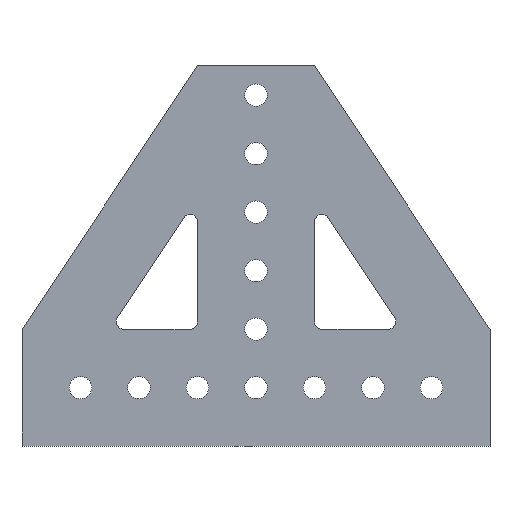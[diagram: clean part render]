
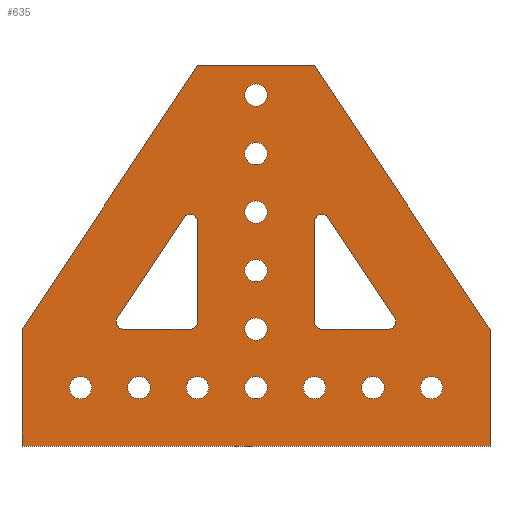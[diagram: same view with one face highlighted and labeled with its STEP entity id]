
A CAD part, top view. The second image highlights one B-rep face of the part: STEP entity #635.
In plain terms, the highlighted planar face has unit normal (0, 0, 1).
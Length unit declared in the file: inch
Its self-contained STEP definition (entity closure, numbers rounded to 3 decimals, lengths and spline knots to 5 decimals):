
#27=FACE_BOUND('',#144,.T.);
#28=FACE_BOUND('',#145,.T.);
#29=FACE_BOUND('',#146,.T.);
#30=FACE_BOUND('',#147,.T.);
#31=FACE_BOUND('',#148,.T.);
#32=FACE_BOUND('',#149,.T.);
#33=FACE_BOUND('',#150,.T.);
#34=FACE_BOUND('',#151,.T.);
#35=FACE_BOUND('',#152,.T.);
#36=FACE_BOUND('',#153,.T.);
#37=FACE_BOUND('',#154,.T.);
#38=FACE_BOUND('',#155,.T.);
#39=FACE_BOUND('',#156,.T.);
#40=FACE_BOUND('',#157,.T.);
#67=PLANE('',#723);
#99=FACE_OUTER_BOUND('',#143,.T.);
#143=EDGE_LOOP('',(#527,#528,#529,#530,#531,#532));
#144=EDGE_LOOP('',(#533,#534,#535,#536,#537,#538));
#145=EDGE_LOOP('',(#539,#540,#541,#542,#543,#544));
#146=EDGE_LOOP('',(#545));
#147=EDGE_LOOP('',(#546));
#148=EDGE_LOOP('',(#547));
#149=EDGE_LOOP('',(#548));
#150=EDGE_LOOP('',(#549));
#151=EDGE_LOOP('',(#550));
#152=EDGE_LOOP('',(#551));
#153=EDGE_LOOP('',(#552));
#154=EDGE_LOOP('',(#553));
#155=EDGE_LOOP('',(#554));
#156=EDGE_LOOP('',(#555));
#157=EDGE_LOOP('',(#556));
#175=LINE('',#917,#217);
#179=LINE('',#929,#221);
#184=LINE('',#941,#226);
#187=LINE('',#953,#229);
#191=LINE('',#965,#233);
#196=LINE('',#977,#238);
#199=LINE('',#1045,#241);
#202=LINE('',#1051,#244);
#205=LINE('',#1057,#247);
#208=LINE('',#1063,#250);
#211=LINE('',#1069,#253);
#214=LINE('',#1073,#256);
#217=VECTOR('',#737,0.3937);
#221=VECTOR('',#749,0.3937);
#226=VECTOR('',#762,0.3937);
#229=VECTOR('',#773,0.3937);
#233=VECTOR('',#785,0.3937);
#238=VECTOR('',#798,0.3937);
#241=VECTOR('',#875,0.3937);
#244=VECTOR('',#880,0.3937);
#247=VECTOR('',#885,0.3937);
#250=VECTOR('',#890,0.3937);
#253=VECTOR('',#895,0.3937);
#256=VECTOR('',#900,0.3937);
#257=CIRCLE('',#658,0.0625);
#259=CIRCLE('',#662,0.0625);
#261=CIRCLE('',#666,0.0625);
#263=CIRCLE('',#670,0.0625);
#265=CIRCLE('',#674,0.0625);
#267=CIRCLE('',#678,0.0625);
#270=CIRCLE('',#683,0.0955);
#272=CIRCLE('',#686,0.0955);
#274=CIRCLE('',#689,0.0955);
#276=CIRCLE('',#692,0.0955);
#278=CIRCLE('',#695,0.0955);
#280=CIRCLE('',#698,0.0955);
#282=CIRCLE('',#701,0.0955);
#284=CIRCLE('',#704,0.0955);
#286=CIRCLE('',#707,0.0955);
#288=CIRCLE('',#710,0.0955);
#290=CIRCLE('',#713,0.0955);
#292=CIRCLE('',#716,0.0955);
#293=VERTEX_POINT('',#907);
#294=VERTEX_POINT('',#908);
#297=VERTEX_POINT('',#916);
#299=VERTEX_POINT('',#922);
#301=VERTEX_POINT('',#928);
#303=VERTEX_POINT('',#934);
#305=VERTEX_POINT('',#943);
#306=VERTEX_POINT('',#944);
#309=VERTEX_POINT('',#952);
#311=VERTEX_POINT('',#958);
#313=VERTEX_POINT('',#964);
#315=VERTEX_POINT('',#970);
#318=VERTEX_POINT('',#981);
#320=VERTEX_POINT('',#986);
#322=VERTEX_POINT('',#991);
#324=VERTEX_POINT('',#996);
#326=VERTEX_POINT('',#1001);
#328=VERTEX_POINT('',#1006);
#330=VERTEX_POINT('',#1011);
#332=VERTEX_POINT('',#1016);
#334=VERTEX_POINT('',#1021);
#336=VERTEX_POINT('',#1026);
#338=VERTEX_POINT('',#1031);
#340=VERTEX_POINT('',#1036);
#343=VERTEX_POINT('',#1042);
#344=VERTEX_POINT('',#1044);
#346=VERTEX_POINT('',#1050);
#348=VERTEX_POINT('',#1056);
#350=VERTEX_POINT('',#1062);
#352=VERTEX_POINT('',#1068);
#353=EDGE_CURVE('',#293,#294,#257,.T.);
#357=EDGE_CURVE('',#297,#294,#175,.T.);
#360=EDGE_CURVE('',#297,#299,#259,.T.);
#363=EDGE_CURVE('',#301,#299,#179,.T.);
#366=EDGE_CURVE('',#301,#303,#261,.T.);
#370=EDGE_CURVE('',#293,#303,#184,.T.);
#371=EDGE_CURVE('',#305,#306,#263,.T.);
#375=EDGE_CURVE('',#309,#306,#187,.T.);
#378=EDGE_CURVE('',#309,#311,#265,.T.);
#381=EDGE_CURVE('',#313,#311,#191,.T.);
#384=EDGE_CURVE('',#313,#315,#267,.T.);
#388=EDGE_CURVE('',#305,#315,#196,.T.);
#390=EDGE_CURVE('',#318,#318,#270,.T.);
#392=EDGE_CURVE('',#320,#320,#272,.T.);
#394=EDGE_CURVE('',#322,#322,#274,.T.);
#396=EDGE_CURVE('',#324,#324,#276,.T.);
#398=EDGE_CURVE('',#326,#326,#278,.T.);
#400=EDGE_CURVE('',#328,#328,#280,.T.);
#402=EDGE_CURVE('',#330,#330,#282,.T.);
#404=EDGE_CURVE('',#332,#332,#284,.T.);
#406=EDGE_CURVE('',#334,#334,#286,.T.);
#408=EDGE_CURVE('',#336,#336,#288,.T.);
#410=EDGE_CURVE('',#338,#338,#290,.T.);
#412=EDGE_CURVE('',#340,#340,#292,.T.);
#415=EDGE_CURVE('',#344,#343,#199,.T.);
#418=EDGE_CURVE('',#346,#344,#202,.T.);
#421=EDGE_CURVE('',#348,#346,#205,.T.);
#424=EDGE_CURVE('',#350,#348,#208,.T.);
#427=EDGE_CURVE('',#352,#350,#211,.T.);
#430=EDGE_CURVE('',#343,#352,#214,.T.);
#527=ORIENTED_EDGE('',*,*,#430,.T.);
#528=ORIENTED_EDGE('',*,*,#427,.T.);
#529=ORIENTED_EDGE('',*,*,#424,.T.);
#530=ORIENTED_EDGE('',*,*,#421,.T.);
#531=ORIENTED_EDGE('',*,*,#418,.T.);
#532=ORIENTED_EDGE('',*,*,#415,.T.);
#533=ORIENTED_EDGE('',*,*,#363,.T.);
#534=ORIENTED_EDGE('',*,*,#360,.F.);
#535=ORIENTED_EDGE('',*,*,#357,.T.);
#536=ORIENTED_EDGE('',*,*,#353,.F.);
#537=ORIENTED_EDGE('',*,*,#370,.T.);
#538=ORIENTED_EDGE('',*,*,#366,.F.);
#539=ORIENTED_EDGE('',*,*,#381,.T.);
#540=ORIENTED_EDGE('',*,*,#378,.F.);
#541=ORIENTED_EDGE('',*,*,#375,.T.);
#542=ORIENTED_EDGE('',*,*,#371,.F.);
#543=ORIENTED_EDGE('',*,*,#388,.T.);
#544=ORIENTED_EDGE('',*,*,#384,.F.);
#545=ORIENTED_EDGE('',*,*,#390,.T.);
#546=ORIENTED_EDGE('',*,*,#392,.T.);
#547=ORIENTED_EDGE('',*,*,#394,.T.);
#548=ORIENTED_EDGE('',*,*,#396,.T.);
#549=ORIENTED_EDGE('',*,*,#398,.T.);
#550=ORIENTED_EDGE('',*,*,#400,.T.);
#551=ORIENTED_EDGE('',*,*,#402,.T.);
#552=ORIENTED_EDGE('',*,*,#404,.T.);
#553=ORIENTED_EDGE('',*,*,#406,.T.);
#554=ORIENTED_EDGE('',*,*,#408,.T.);
#555=ORIENTED_EDGE('',*,*,#410,.T.);
#556=ORIENTED_EDGE('',*,*,#412,.T.);
#635=ADVANCED_FACE('',(#99,#27,#28,#29,#30,#31,#32,#33,#34,#35,#36,#37,
#38,#39,#40),#67,.T.);
#658=AXIS2_PLACEMENT_3D('',#909,#729,#730);
#662=AXIS2_PLACEMENT_3D('',#923,#742,#743);
#666=AXIS2_PLACEMENT_3D('',#935,#754,#755);
#670=AXIS2_PLACEMENT_3D('',#945,#765,#766);
#674=AXIS2_PLACEMENT_3D('',#959,#778,#779);
#678=AXIS2_PLACEMENT_3D('',#971,#790,#791);
#683=AXIS2_PLACEMENT_3D('',#982,#803,#804);
#686=AXIS2_PLACEMENT_3D('',#987,#809,#810);
#689=AXIS2_PLACEMENT_3D('',#992,#815,#816);
#692=AXIS2_PLACEMENT_3D('',#997,#821,#822);
#695=AXIS2_PLACEMENT_3D('',#1002,#827,#828);
#698=AXIS2_PLACEMENT_3D('',#1007,#833,#834);
#701=AXIS2_PLACEMENT_3D('',#1012,#839,#840);
#704=AXIS2_PLACEMENT_3D('',#1017,#845,#846);
#707=AXIS2_PLACEMENT_3D('',#1022,#851,#852);
#710=AXIS2_PLACEMENT_3D('',#1027,#857,#858);
#713=AXIS2_PLACEMENT_3D('',#1032,#863,#864);
#716=AXIS2_PLACEMENT_3D('',#1037,#869,#870);
#723=AXIS2_PLACEMENT_3D('',#1074,#901,#902);
#729=DIRECTION('center_axis',(0.,0.,1.));
#730=DIRECTION('ref_axis',(0.882,-0.472,0.));
#737=DIRECTION('',(0.555,-0.832,0.));
#742=DIRECTION('center_axis',(0.,0.,1.));
#743=DIRECTION('ref_axis',(-0.29,0.957,0.));
#749=DIRECTION('',(0.,1.,0.));
#754=DIRECTION('center_axis',(0.,0.,1.));
#755=DIRECTION('ref_axis',(-0.707,-0.707,0.));
#762=DIRECTION('',(-1.,0.,0.));
#765=DIRECTION('center_axis',(0.,0.,1.));
#766=DIRECTION('ref_axis',(0.707,-0.707,0.));
#773=DIRECTION('',(0.,-1.,0.));
#778=DIRECTION('center_axis',(0.,0.,1.));
#779=DIRECTION('ref_axis',(0.29,0.957,0.));
#785=DIRECTION('',(0.555,0.832,0.));
#790=DIRECTION('center_axis',(0.,0.,1.));
#791=DIRECTION('ref_axis',(-0.882,-0.472,0.));
#798=DIRECTION('',(-1.,0.,0.));
#803=DIRECTION('center_axis',(0.,0.,-1.));
#804=DIRECTION('ref_axis',(1.,0.,0.));
#809=DIRECTION('center_axis',(0.,0.,-1.));
#810=DIRECTION('ref_axis',(1.,0.,0.));
#815=DIRECTION('center_axis',(0.,0.,-1.));
#816=DIRECTION('ref_axis',(1.,0.,0.));
#821=DIRECTION('center_axis',(0.,0.,-1.));
#822=DIRECTION('ref_axis',(1.,0.,0.));
#827=DIRECTION('center_axis',(0.,0.,-1.));
#828=DIRECTION('ref_axis',(1.,0.,0.));
#833=DIRECTION('center_axis',(0.,0.,-1.));
#834=DIRECTION('ref_axis',(1.,0.,0.));
#839=DIRECTION('center_axis',(0.,0.,-1.));
#840=DIRECTION('ref_axis',(1.,0.,0.));
#845=DIRECTION('center_axis',(0.,0.,-1.));
#846=DIRECTION('ref_axis',(1.,0.,0.));
#851=DIRECTION('center_axis',(0.,0.,-1.));
#852=DIRECTION('ref_axis',(1.,0.,0.));
#857=DIRECTION('center_axis',(0.,0.,-1.));
#858=DIRECTION('ref_axis',(1.,0.,0.));
#863=DIRECTION('center_axis',(0.,0.,-1.));
#864=DIRECTION('ref_axis',(1.,0.,0.));
#869=DIRECTION('center_axis',(0.,0.,-1.));
#870=DIRECTION('ref_axis',(1.,0.,0.));
#875=DIRECTION('',(0.,-1.,0.));
#880=DIRECTION('',(-0.555,-0.832,0.));
#885=DIRECTION('',(-1.,0.,0.));
#890=DIRECTION('',(-0.555,0.832,0.));
#895=DIRECTION('',(0.,1.,0.));
#900=DIRECTION('',(1.,0.,0.));
#901=DIRECTION('center_axis',(0.,0.,1.));
#902=DIRECTION('ref_axis',(1.,0.,0.));
#907=CARTESIAN_POINT('',(1.13322,1.,0.08));
#908=CARTESIAN_POINT('',(1.18522,1.09717,0.08));
#909=CARTESIAN_POINT('Origin',(1.13322,1.0625,0.08));
#916=CARTESIAN_POINT('',(0.6145,1.95325,0.08));
#917=CARTESIAN_POINT('',(0.99568,1.38148,0.08));
#922=CARTESIAN_POINT('',(0.5,1.91858,0.08));
#923=CARTESIAN_POINT('Origin',(0.5625,1.91858,0.08));
#928=CARTESIAN_POINT('',(0.5,1.0625,0.08));
#929=CARTESIAN_POINT('',(0.5,1.69686,0.08));
#934=CARTESIAN_POINT('',(0.5625,1.,0.08));
#935=CARTESIAN_POINT('Origin',(0.5625,1.0625,0.08));
#941=CARTESIAN_POINT('',(0.25,1.,0.08));
#943=CARTESIAN_POINT('',(-0.5625,1.,0.08));
#944=CARTESIAN_POINT('',(-0.5,1.0625,0.08));
#945=CARTESIAN_POINT('Origin',(-0.5625,1.0625,0.08));
#952=CARTESIAN_POINT('',(-0.5,1.91858,0.08));
#953=CARTESIAN_POINT('',(-0.5,1.13436,0.08));
#958=CARTESIAN_POINT('',(-0.6145,1.95325,0.08));
#959=CARTESIAN_POINT('Origin',(-0.5625,1.91858,0.08));
#964=CARTESIAN_POINT('',(-1.18522,1.09717,0.08));
#965=CARTESIAN_POINT('',(-0.62068,1.94398,0.08));
#970=CARTESIAN_POINT('',(-1.13322,1.,0.08));
#971=CARTESIAN_POINT('Origin',(-1.13322,1.0625,0.08));
#977=CARTESIAN_POINT('',(-0.625,1.,0.08));
#981=CARTESIAN_POINT('',(0.0955,2.5,0.08));
#982=CARTESIAN_POINT('Origin',(0.,2.5,0.08));
#986=CARTESIAN_POINT('',(0.0955,1.5,0.08));
#987=CARTESIAN_POINT('Origin',(0.,1.5,0.08));
#991=CARTESIAN_POINT('',(-1.4045,0.5,0.08));
#992=CARTESIAN_POINT('Origin',(-1.5,0.5,0.08));
#996=CARTESIAN_POINT('',(-0.4045,0.5,0.08));
#997=CARTESIAN_POINT('Origin',(-0.5,0.5,0.08));
#1001=CARTESIAN_POINT('',(1.0955,0.5,0.08));
#1002=CARTESIAN_POINT('Origin',(1.,0.5,0.08));
#1006=CARTESIAN_POINT('',(0.0955,0.5,0.08));
#1007=CARTESIAN_POINT('Origin',(0.,0.5,0.08));
#1011=CARTESIAN_POINT('',(0.5955,0.5,0.08));
#1012=CARTESIAN_POINT('Origin',(0.5,0.5,0.08));
#1016=CARTESIAN_POINT('',(1.5955,0.5,0.08));
#1017=CARTESIAN_POINT('Origin',(1.5,0.5,0.08));
#1021=CARTESIAN_POINT('',(-0.9045,0.5,0.08));
#1022=CARTESIAN_POINT('Origin',(-1.,0.5,0.08));
#1026=CARTESIAN_POINT('',(0.0955,1.,0.08));
#1027=CARTESIAN_POINT('Origin',(0.,1.,0.08));
#1031=CARTESIAN_POINT('',(0.0955,2.,0.08));
#1032=CARTESIAN_POINT('Origin',(0.,2.,0.08));
#1036=CARTESIAN_POINT('',(0.0955,3.,0.08));
#1037=CARTESIAN_POINT('Origin',(0.,3.,0.08));
#1042=CARTESIAN_POINT('',(-2.,0.,0.08));
#1044=CARTESIAN_POINT('',(-2.,1.,0.08));
#1045=CARTESIAN_POINT('',(-2.,1.,0.08));
#1050=CARTESIAN_POINT('',(-0.5,3.25,0.08));
#1051=CARTESIAN_POINT('',(-0.5,3.25,0.08));
#1056=CARTESIAN_POINT('',(0.5,3.25,0.08));
#1057=CARTESIAN_POINT('',(0.5,3.25,0.08));
#1062=CARTESIAN_POINT('',(2.,1.,0.08));
#1063=CARTESIAN_POINT('',(2.,1.,0.08));
#1068=CARTESIAN_POINT('',(2.,0.,0.08));
#1069=CARTESIAN_POINT('',(2.,0.,0.08));
#1073=CARTESIAN_POINT('',(-2.,0.,0.08));
#1074=CARTESIAN_POINT('Origin',(0.,1.26872,0.08));
